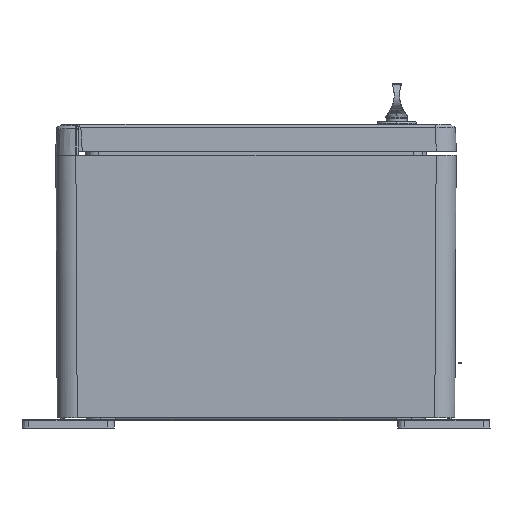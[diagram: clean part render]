
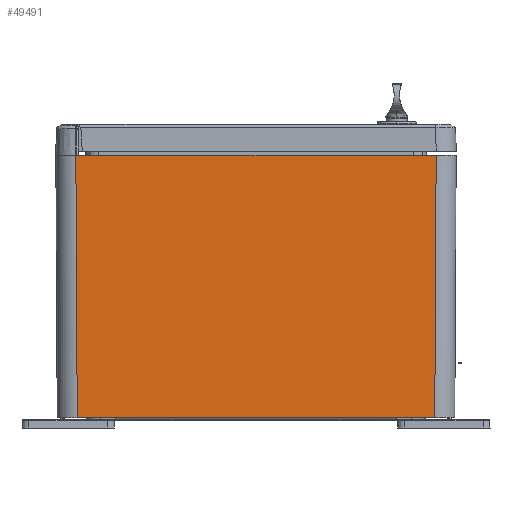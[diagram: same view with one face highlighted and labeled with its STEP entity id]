
A CAD part, front view. The second image highlights one B-rep face of the part: STEP entity #49491.
In plain terms, the highlighted face is planar.
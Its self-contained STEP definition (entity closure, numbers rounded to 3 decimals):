
#1411 = EDGE_CURVE ( 'NONE', #45412, #57469, #45165, .T. ) ;
#2187 = PLANE ( 'NONE',  #51769 ) ;
#3193 = CARTESIAN_POINT ( 'NONE',  ( 398.967, 16.032, -50. ) ) ;
#3505 = ORIENTED_EDGE ( 'NONE', *, *, #73899, .F. ) ;
#5893 = ORIENTED_EDGE ( 'NONE', *, *, #1411, .F. ) ;
#7716 = ORIENTED_EDGE ( 'NONE', *, *, #49268, .F. ) ;
#9468 = LINE ( 'NONE', #69000, #11990 ) ;
#9579 = FACE_OUTER_BOUND ( 'NONE', #35023, .T. ) ;
#9850 = CARTESIAN_POINT ( 'NONE',  ( 399.998, 284.984, 146.895 ) ) ;
#11481 = LINE ( 'NONE', #46518, #23569 ) ;
#11990 = VECTOR ( 'NONE', #33581, 1000. ) ;
#12142 = VECTOR ( 'NONE', #38942, 1000. ) ;
#20487 = CARTESIAN_POINT ( 'NONE',  ( 399.998, 149.993, 146.895 ) ) ;
#21826 = EDGE_CURVE ( 'NONE', #32307, #45412, #76330, .T. ) ;
#23569 = VECTOR ( 'NONE', #45736, 1000. ) ;
#29308 = CARTESIAN_POINT ( 'NONE',  ( 398.967, 283.953, -50. ) ) ;
#30690 = VERTEX_POINT ( 'NONE', #29308 ) ;
#32307 = VERTEX_POINT ( 'NONE', #3193 ) ;
#32312 = CARTESIAN_POINT ( 'NONE',  ( 399.998, 149.993, 146.895 ) ) ;
#33581 = DIRECTION ( 'NONE',  ( -0.005, -0.005, -1. ) ) ;
#35023 = EDGE_LOOP ( 'NONE', ( #3505, #7716, #5893, #56814 ) ) ;
#38942 = DIRECTION ( 'NONE',  ( 0., 1., 0. ) ) ;
#43452 = DIRECTION ( 'NONE',  ( -1., 0., 0.005 ) ) ;
#45165 = LINE ( 'NONE', #32312, #12142 ) ;
#45412 = VERTEX_POINT ( 'NONE', #75791 ) ;
#45736 = DIRECTION ( 'NONE',  ( 0., -1., 0. ) ) ;
#46518 = CARTESIAN_POINT ( 'NONE',  ( 398.967, 149.993, -50. ) ) ;
#49268 = EDGE_CURVE ( 'NONE', #57469, #30690, #9468, .T. ) ;
#49491 = ADVANCED_FACE ( 'NONE', ( #9579 ), #2187, .F. ) ;
#51769 = AXIS2_PLACEMENT_3D ( 'NONE', #20487, #43452, #55143 ) ;
#53311 = DIRECTION ( 'NONE',  ( 0.005, -0.005, 1. ) ) ;
#55143 = DIRECTION ( 'NONE',  ( 0.005, 0., 1. ) ) ;
#56814 = ORIENTED_EDGE ( 'NONE', *, *, #21826, .F. ) ;
#57469 = VERTEX_POINT ( 'NONE', #9850 ) ;
#66534 = VECTOR ( 'NONE', #53311, 1000. ) ;
#69000 = CARTESIAN_POINT ( 'NONE',  ( 399.998, 284.984, 146.895 ) ) ;
#71623 = CARTESIAN_POINT ( 'NONE',  ( 398.967, 16.032, -50. ) ) ;
#73899 = EDGE_CURVE ( 'NONE', #30690, #32307, #11481, .T. ) ;
#75791 = CARTESIAN_POINT ( 'NONE',  ( 399.998, 15.001, 146.895 ) ) ;
#76330 = LINE ( 'NONE', #71623, #66534 ) ;
